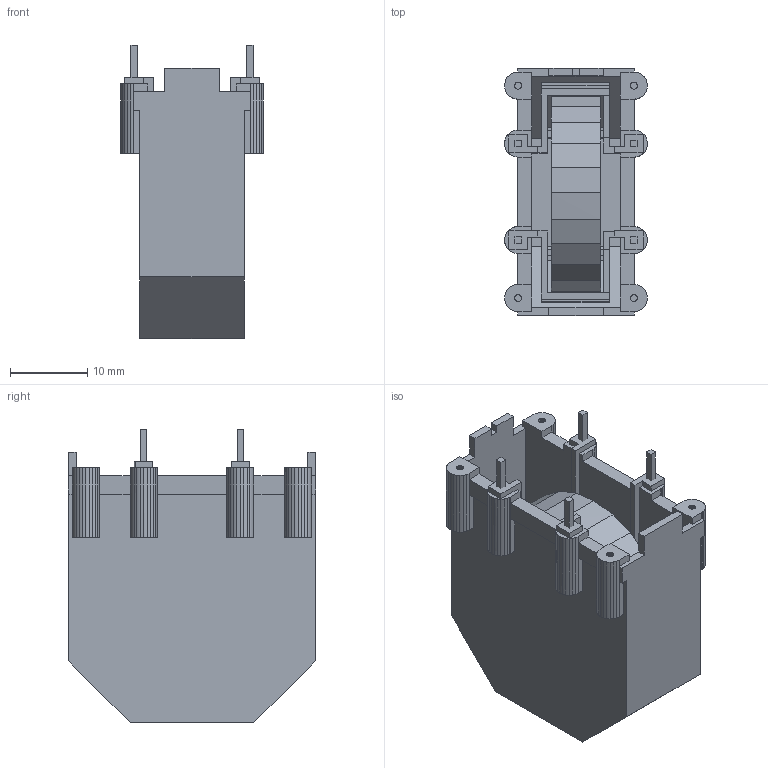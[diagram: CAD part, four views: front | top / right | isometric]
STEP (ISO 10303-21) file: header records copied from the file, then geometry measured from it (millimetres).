
FILE_DESCRIPTION(('FreeCAD Model'),'2;1');
FILE_NAME('X04aVi.stp', '2014-07-08T12:48:40',('FreeCAD'),('FreeCAD'), 'Open CASCADE STEP processor 6.3','FreeCAD','Unknown');
FILE_SCHEMA(('AUTOMOTIVE_DESIGN_CC2 { 1 2 10303 214 -1 1 5 4 }'));
Length unit declared in the file: millimetre
Products named in the file (6): X04aVi; X04aVi001; X04aVi002; X04aVi003; X04aVi004; X04aVi005
Bounding box: 18.5 x 32 x 38 mm (x, y, z)
Volume: 5508.2 mm3; surface area: 9008.1 mm2
Topology: 6 solids, 6 shells, 891 faces, 2585 edges, 1719 vertices
Faces by surface type: plane 648, cylinder 234, cone 9
Entity records: 66435 total; most frequent: CARTESIAN_POINT 16607, DIRECTION 8793, LINE 5734, VECTOR 5734, ORIENTED_EDGE 5170, PCURVE 5170, DEFINITIONAL_REPRESENTATION 5170, EDGE_CURVE 2585
